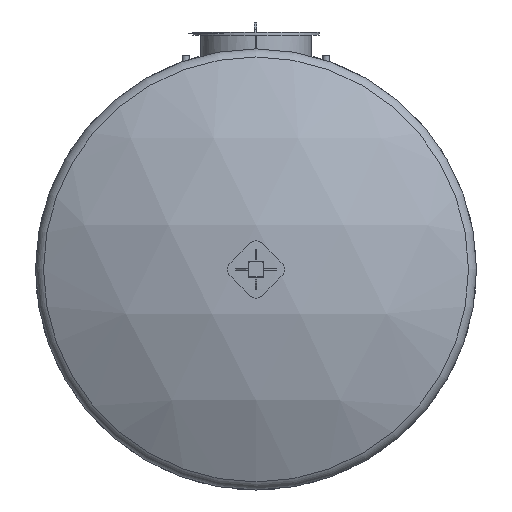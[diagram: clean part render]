
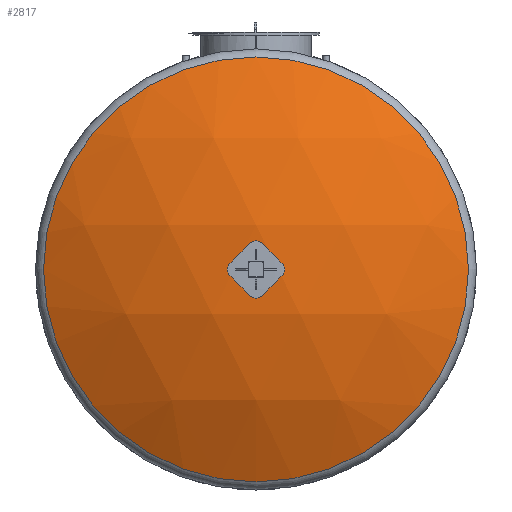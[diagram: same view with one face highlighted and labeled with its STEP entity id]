
A CAD part, left-side view. The second image highlights one B-rep face of the part: STEP entity #2817.
In plain terms, the highlighted spherical face has radius 2515 mm.
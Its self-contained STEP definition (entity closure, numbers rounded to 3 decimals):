
#25=SPHERICAL_SURFACE('',#3130,2515.);
#763=FACE_OUTER_BOUND('',#923,.T.);
#923=EDGE_LOOP('',(#2200));
#1054=CIRCLE('',#3128,1208.955);
#1265=VERTEX_POINT('',#4847);
#1636=EDGE_CURVE('',#1265,#1265,#1054,.T.);
#2200=ORIENTED_EDGE('',*,*,#1636,.T.);
#2817=ADVANCED_FACE('',(#763),#25,.T.);
#3128=AXIS2_PLACEMENT_3D('',#4848,#3713,#3714);
#3130=AXIS2_PLACEMENT_3D('',#4850,#3717,#3718);
#3713=DIRECTION('center_axis',(-1.,0.,0.));
#3714=DIRECTION('ref_axis',(0.,-1.,0.));
#3717=DIRECTION('center_axis',(0.,0.,1.));
#3718=DIRECTION('ref_axis',(0.,-1.,0.));
#4847=CARTESIAN_POINT('',(-110.251,0.,1208.955));
#4848=CARTESIAN_POINT('Origin',(-110.251,0.,0.));
#4850=CARTESIAN_POINT('Origin',(2095.118,0.,0.));
